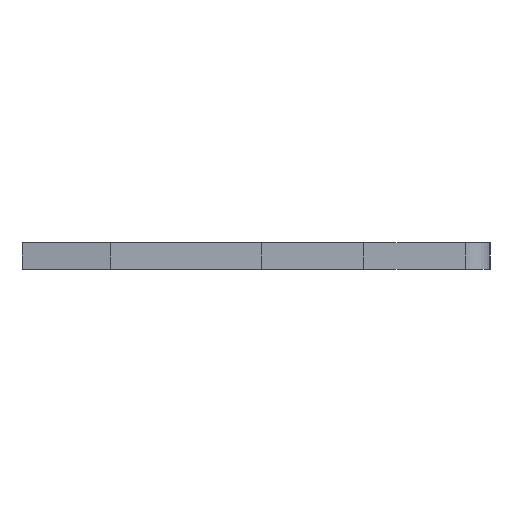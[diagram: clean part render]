
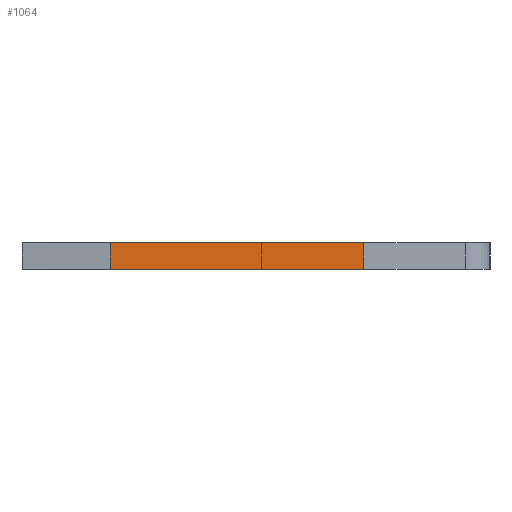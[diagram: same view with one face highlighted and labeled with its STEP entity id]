
A CAD part, left-side view. The second image highlights one B-rep face of the part: STEP entity #1064.
In plain terms, the highlighted face is planar.
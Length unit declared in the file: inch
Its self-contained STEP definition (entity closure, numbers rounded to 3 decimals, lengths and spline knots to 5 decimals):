
#34 = EDGE_CURVE ( 'NONE', #2060, #1942, #2071, .T. ) ;
#154 = DIRECTION ( 'NONE',  ( -1., 0., 0. ) ) ;
#162 = ORIENTED_EDGE ( 'NONE', *, *, #1464, .T. ) ;
#235 = LINE ( 'NONE', #1435, #1304 ) ;
#253 = VECTOR ( 'NONE', #2207, 39.37008 ) ;
#254 = DIRECTION ( 'NONE',  ( 0., 0., 1. ) ) ;
#270 = CARTESIAN_POINT ( 'NONE',  ( 0.013, -0.099, -0.0575 ) ) ;
#577 = ORIENTED_EDGE ( 'NONE', *, *, #875, .T. ) ;
#622 = CARTESIAN_POINT ( 'NONE',  ( 0.013, 0.146, -0.0575 ) ) ;
#761 = LINE ( 'NONE', #1439, #1510 ) ;
#775 = CARTESIAN_POINT ( 'NONE',  ( 0.013, 0.146, -0.0575 ) ) ;
#803 = DIRECTION ( 'NONE',  ( 0., 1., 0. ) ) ;
#822 = FACE_OUTER_BOUND ( 'NONE', #1544, .T. ) ;
#875 = EDGE_CURVE ( 'NONE', #1338, #1599, #235, .T. ) ;
#898 = ORIENTED_EDGE ( 'NONE', *, *, #34, .F. ) ;
#914 = CARTESIAN_POINT ( 'NONE',  ( 0.013, 0.146, -0.0575 ) ) ;
#1064 = ADVANCED_FACE ( 'NONE', ( #822 ), #2023, .F. ) ;
#1168 = CARTESIAN_POINT ( 'NONE',  ( -0.013, -0.099, -0.0575 ) ) ;
#1277 = DIRECTION ( 'NONE',  ( 0., 1., 0. ) ) ;
#1304 = VECTOR ( 'NONE', #154, 39.37008 ) ;
#1338 = VERTEX_POINT ( 'NONE', #270 ) ;
#1370 = ORIENTED_EDGE ( 'NONE', *, *, #2026, .F. ) ;
#1432 = AXIS2_PLACEMENT_3D ( 'NONE', #775, #254, #1836 ) ;
#1435 = CARTESIAN_POINT ( 'NONE',  ( 0.013, -0.099, -0.0575 ) ) ;
#1439 = CARTESIAN_POINT ( 'NONE',  ( 0.013, 0.146, -0.0575 ) ) ;
#1464 = EDGE_CURVE ( 'NONE', #1599, #1942, #1810, .T. ) ;
#1510 = VECTOR ( 'NONE', #1277, 39.37008 ) ;
#1544 = EDGE_LOOP ( 'NONE', ( #162, #898, #1370, #577 ) ) ;
#1599 = VERTEX_POINT ( 'NONE', #1168 ) ;
#1737 = CARTESIAN_POINT ( 'NONE',  ( -0.013, 0.146, -0.0575 ) ) ;
#1785 = VECTOR ( 'NONE', #803, 39.37008 ) ;
#1810 = LINE ( 'NONE', #1848, #1785 ) ;
#1836 = DIRECTION ( 'NONE',  ( 1., 0., 0. ) ) ;
#1848 = CARTESIAN_POINT ( 'NONE',  ( -0.013, 0.146, -0.0575 ) ) ;
#1942 = VERTEX_POINT ( 'NONE', #1737 ) ;
#2023 = PLANE ( 'NONE',  #1432 ) ;
#2026 = EDGE_CURVE ( 'NONE', #1338, #2060, #761, .T. ) ;
#2060 = VERTEX_POINT ( 'NONE', #914 ) ;
#2071 = LINE ( 'NONE', #622, #253 ) ;
#2207 = DIRECTION ( 'NONE',  ( -1., 0., 0. ) ) ;
